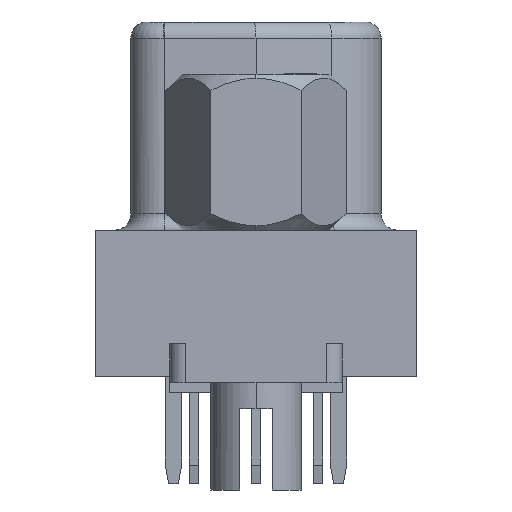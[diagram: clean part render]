
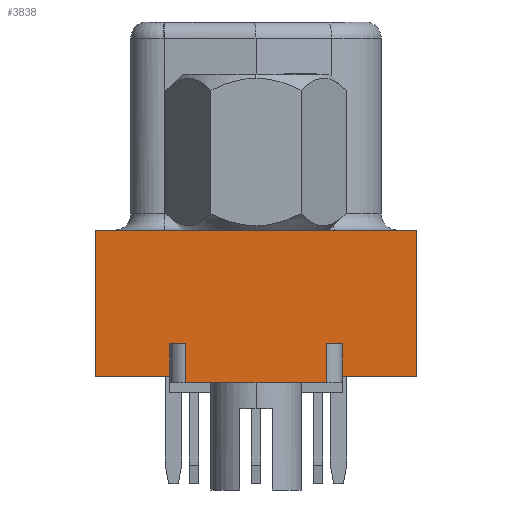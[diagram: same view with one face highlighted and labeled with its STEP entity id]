
A CAD part, left-side view. The second image highlights one B-rep face of the part: STEP entity #3838.
In plain terms, the highlighted planar face has unit normal (-1, 0, 0).
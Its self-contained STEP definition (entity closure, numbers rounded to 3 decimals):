
#408 = VERTEX_POINT ( 'NONE', #40164 ) ;
#613 = LINE ( 'NONE', #15386, #56850 ) ;
#834 = PLANE ( 'NONE',  #30011 ) ;
#1151 = FACE_OUTER_BOUND ( 'NONE', #61991, .T. ) ;
#1487 = DIRECTION ( 'NONE',  ( 0., 0., 1. ) ) ;
#1844 = ORIENTED_EDGE ( 'NONE', *, *, #55611, .F. ) ;
#2243 = CARTESIAN_POINT ( 'NONE',  ( -18.8, 4.95, -10.9 ) ) ;
#2306 = EDGE_CURVE ( 'NONE', #56274, #45615, #29829, .T. ) ;
#2518 = VERTEX_POINT ( 'NONE', #11198 ) ;
#2548 = LINE ( 'NONE', #12712, #48487 ) ;
#3044 = VERTEX_POINT ( 'NONE', #2243 ) ;
#3197 = DIRECTION ( 'NONE',  ( 0., 0., -1. ) ) ;
#3423 = EDGE_CURVE ( 'NONE', #17961, #56274, #20932, .T. ) ;
#3838 = ADVANCED_FACE ( 'NONE', ( #1151 ), #834, .T. ) ;
#4424 = EDGE_CURVE ( 'NONE', #3044, #14791, #17472, .T. ) ;
#5510 = DIRECTION ( 'NONE',  ( 0., -1., 0. ) ) ;
#5985 = VECTOR ( 'NONE', #26674, 1000. ) ;
#7381 = CARTESIAN_POINT ( 'NONE',  ( -18.8, 2.66, -10.9 ) ) ;
#7918 = CARTESIAN_POINT ( 'NONE',  ( -18.8, 20.05, -10.9 ) ) ;
#8601 = VERTEX_POINT ( 'NONE', #55556 ) ;
#10455 = DIRECTION ( 'NONE',  ( 0., 0., -1. ) ) ;
#11198 = CARTESIAN_POINT ( 'NONE',  ( -18.8, 2.16, -9.9 ) ) ;
#11210 = EDGE_CURVE ( 'NONE', #40355, #17961, #34674, .T. ) ;
#11923 = ORIENTED_EDGE ( 'NONE', *, *, #34417, .F. ) ;
#12090 = CARTESIAN_POINT ( 'NONE',  ( -18.8, -2.16, -9.9 ) ) ;
#12662 = EDGE_CURVE ( 'NONE', #3044, #23858, #24471, .T. ) ;
#12712 = CARTESIAN_POINT ( 'NONE',  ( -18.8, -2.16, -11.1 ) ) ;
#14456 = EDGE_CURVE ( 'NONE', #45615, #23858, #62724, .T. ) ;
#14791 = VERTEX_POINT ( 'NONE', #7381 ) ;
#15386 = CARTESIAN_POINT ( 'NONE',  ( -18.8, 2.66, -9.9 ) ) ;
#16725 = LINE ( 'NONE', #36734, #38759 ) ;
#17037 = CARTESIAN_POINT ( 'NONE',  ( -18.8, -4.95, -6.4 ) ) ;
#17060 = VECTOR ( 'NONE', #32478, 1000. ) ;
#17076 = LINE ( 'NONE', #28199, #17060 ) ;
#17472 = LINE ( 'NONE', #7918, #5985 ) ;
#17641 = DIRECTION ( 'NONE',  ( 0., 0., 1. ) ) ;
#17837 = ORIENTED_EDGE ( 'NONE', *, *, #11210, .T. ) ;
#17903 = VERTEX_POINT ( 'NONE', #64568 ) ;
#17961 = VERTEX_POINT ( 'NONE', #51088 ) ;
#18635 = CARTESIAN_POINT ( 'NONE',  ( -18.8, -2.66, -9.9 ) ) ;
#18884 = ORIENTED_EDGE ( 'NONE', *, *, #30186, .F. ) ;
#20932 = LINE ( 'NONE', #41604, #45734 ) ;
#23858 = VERTEX_POINT ( 'NONE', #58465 ) ;
#24133 = DIRECTION ( 'NONE',  ( 0., 1., 0. ) ) ;
#24471 = LINE ( 'NONE', #49100, #30503 ) ;
#24970 = EDGE_CURVE ( 'NONE', #2518, #8601, #59595, .T. ) ;
#25237 = DIRECTION ( 'NONE',  ( 0., 0., 1. ) ) ;
#26674 = DIRECTION ( 'NONE',  ( 0., -1., 0. ) ) ;
#26936 = DIRECTION ( 'NONE',  ( 0., 1., 0. ) ) ;
#27848 = ORIENTED_EDGE ( 'NONE', *, *, #14456, .T. ) ;
#28199 = CARTESIAN_POINT ( 'NONE',  ( -18.8, -2.66, -11.1 ) ) ;
#29829 = LINE ( 'NONE', #60707, #36883 ) ;
#30011 = AXIS2_PLACEMENT_3D ( 'NONE', #40556, #41201, #1487 ) ;
#30186 = EDGE_CURVE ( 'NONE', #40355, #63172, #41229, .T. ) ;
#30276 = CARTESIAN_POINT ( 'NONE',  ( -18.8, -2.66, -9.9 ) ) ;
#30503 = VECTOR ( 'NONE', #48118, 1000. ) ;
#30992 = ORIENTED_EDGE ( 'NONE', *, *, #3423, .T. ) ;
#31709 = ORIENTED_EDGE ( 'NONE', *, *, #34690, .T. ) ;
#32478 = DIRECTION ( 'NONE',  ( 0., 1., 0. ) ) ;
#34417 = EDGE_CURVE ( 'NONE', #8601, #14791, #613, .T. ) ;
#34674 = LINE ( 'NONE', #18635, #48180 ) ;
#34690 = EDGE_CURVE ( 'NONE', #408, #63172, #2548, .T. ) ;
#35323 = DIRECTION ( 'NONE',  ( 0., 1., 0. ) ) ;
#36734 = CARTESIAN_POINT ( 'NONE',  ( -18.8, 2.16, -11.1 ) ) ;
#36883 = VECTOR ( 'NONE', #25237, 1000. ) ;
#37107 = CARTESIAN_POINT ( 'NONE',  ( -18.8, -4.95, -6.4 ) ) ;
#38759 = VECTOR ( 'NONE', #46933, 1000. ) ;
#39227 = CARTESIAN_POINT ( 'NONE',  ( -18.8, 2.66, -9.9 ) ) ;
#39582 = CARTESIAN_POINT ( 'NONE',  ( -18.8, -4.95, -10.9 ) ) ;
#40164 = CARTESIAN_POINT ( 'NONE',  ( -18.8, -2.16, -11.1 ) ) ;
#40355 = VERTEX_POINT ( 'NONE', #30276 ) ;
#40556 = CARTESIAN_POINT ( 'NONE',  ( -18.8, -4.95, -11.4 ) ) ;
#40951 = ORIENTED_EDGE ( 'NONE', *, *, #47838, .T. ) ;
#41201 = DIRECTION ( 'NONE',  ( -1., 0., 0. ) ) ;
#41229 = LINE ( 'NONE', #51099, #57742 ) ;
#41604 = CARTESIAN_POINT ( 'NONE',  ( -18.8, 20.05, -10.9 ) ) ;
#44062 = VECTOR ( 'NONE', #24133, 1000. ) ;
#45615 = VERTEX_POINT ( 'NONE', #17037 ) ;
#45734 = VECTOR ( 'NONE', #5510, 1000. ) ;
#46933 = DIRECTION ( 'NONE',  ( 0., 0., -1. ) ) ;
#47630 = ORIENTED_EDGE ( 'NONE', *, *, #4424, .T. ) ;
#47838 = EDGE_CURVE ( 'NONE', #2518, #17903, #16725, .T. ) ;
#48118 = DIRECTION ( 'NONE',  ( 0., 0., 1. ) ) ;
#48180 = VECTOR ( 'NONE', #3197, 1000. ) ;
#48487 = VECTOR ( 'NONE', #17641, 1000. ) ;
#49085 = ORIENTED_EDGE ( 'NONE', *, *, #2306, .T. ) ;
#49100 = CARTESIAN_POINT ( 'NONE',  ( -18.8, 4.95, -11.4 ) ) ;
#51088 = CARTESIAN_POINT ( 'NONE',  ( -18.8, -2.66, -10.9 ) ) ;
#51099 = CARTESIAN_POINT ( 'NONE',  ( -18.8, 2.66, -9.9 ) ) ;
#51699 = VECTOR ( 'NONE', #26936, 1000. ) ;
#54496 = ORIENTED_EDGE ( 'NONE', *, *, #12662, .F. ) ;
#55556 = CARTESIAN_POINT ( 'NONE',  ( -18.8, 2.66, -9.9 ) ) ;
#55611 = EDGE_CURVE ( 'NONE', #408, #17903, #17076, .T. ) ;
#56274 = VERTEX_POINT ( 'NONE', #39582 ) ;
#56850 = VECTOR ( 'NONE', #10455, 1000. ) ;
#57742 = VECTOR ( 'NONE', #35323, 1000. ) ;
#58465 = CARTESIAN_POINT ( 'NONE',  ( -18.8, 4.95, -6.4 ) ) ;
#59595 = LINE ( 'NONE', #39227, #44062 ) ;
#60707 = CARTESIAN_POINT ( 'NONE',  ( -18.8, -4.95, -11.4 ) ) ;
#61991 = EDGE_LOOP ( 'NONE', ( #54496, #47630, #11923, #63960, #40951, #1844, #31709, #18884, #17837, #30992, #49085, #27848 ) ) ;
#62724 = LINE ( 'NONE', #37107, #51699 ) ;
#63172 = VERTEX_POINT ( 'NONE', #12090 ) ;
#63960 = ORIENTED_EDGE ( 'NONE', *, *, #24970, .F. ) ;
#64568 = CARTESIAN_POINT ( 'NONE',  ( -18.8, 2.16, -11.1 ) ) ;
